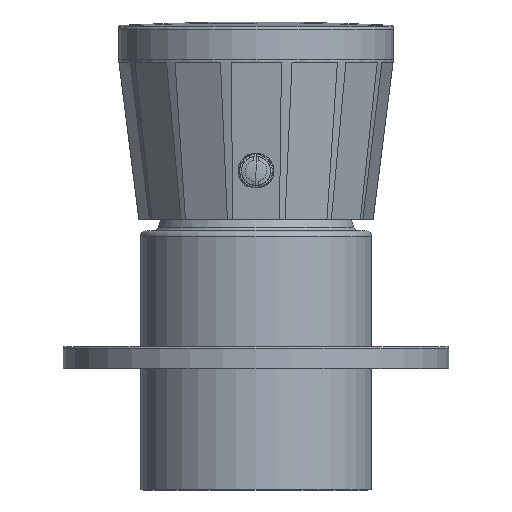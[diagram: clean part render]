
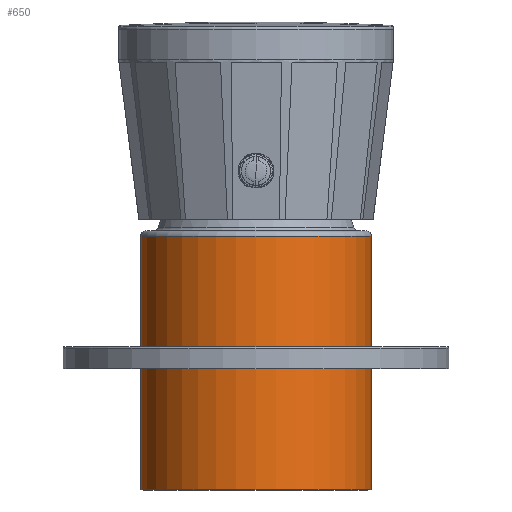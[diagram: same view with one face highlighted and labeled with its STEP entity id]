
A CAD part, front view. The second image highlights one B-rep face of the part: STEP entity #650.
In plain terms, the highlighted cylindrical face has radius 21 mm (diameter 42 mm), a partial arc.
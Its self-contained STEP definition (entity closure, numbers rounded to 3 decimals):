
#285=CARTESIAN_POINT('',(0.,46.,0.));
#286=DIRECTION('',(0.,1.,0.));
#287=DIRECTION('',(1.,0.,0.));
#288=AXIS2_PLACEMENT_3D('',#285,#286,#287);
#293=DIRECTION('',(0.,1.,0.));
#294=VECTOR('',#293,46.);
#295=CARTESIAN_POINT('',(-21.,0.,0.));
#296=LINE('',#295,#294);
#300=CARTESIAN_POINT('',(0.,0.,0.));
#301=DIRECTION('',(0.,1.,0.));
#302=DIRECTION('',(1.,0.,0.));
#303=AXIS2_PLACEMENT_3D('',#300,#301,#302);
#308=DIRECTION('',(0.,1.,0.));
#309=VECTOR('',#308,46.);
#310=CARTESIAN_POINT('',(21.,0.,0.));
#311=LINE('',#310,#309);
#315=CARTESIAN_POINT('',(21.,0.,0.));
#316=CARTESIAN_POINT('',(-21.,0.,0.));
#317=VERTEX_POINT('',#315);
#318=VERTEX_POINT('',#316);
#343=CARTESIAN_POINT('',(21.,46.,0.));
#344=CARTESIAN_POINT('',(-21.,46.,0.));
#345=VERTEX_POINT('',#343);
#346=VERTEX_POINT('',#344);
#639=CARTESIAN_POINT('',(0.,57.225,0.));
#640=DIRECTION('',(0.,-1.,0.));
#641=DIRECTION('',(-1.,0.,0.));
#642=AXIS2_PLACEMENT_3D('',#639,#640,#641);
#643=CYLINDRICAL_SURFACE('',#642,21.);
#644=ORIENTED_EDGE('',*,*,#633,.T.);
#645=ORIENTED_EDGE('',*,*,#391,.F.);
#646=ORIENTED_EDGE('',*,*,#370,.F.);
#647=ORIENTED_EDGE('',*,*,#388,.T.);
#648=EDGE_LOOP('',(#644,#645,#646,#647));
#649=FACE_OUTER_BOUND('',#648,.F.);
#650=ADVANCED_FACE('',(#649),#643,.T.);
#289=CIRCLE('',#288,21.);
#304=CIRCLE('',#303,21.);
#370=EDGE_CURVE('',#317,#318,#304,.T.);
#388=EDGE_CURVE('',#317,#345,#311,.T.);
#391=EDGE_CURVE('',#318,#346,#296,.T.);
#633=EDGE_CURVE('',#345,#346,#289,.T.);
